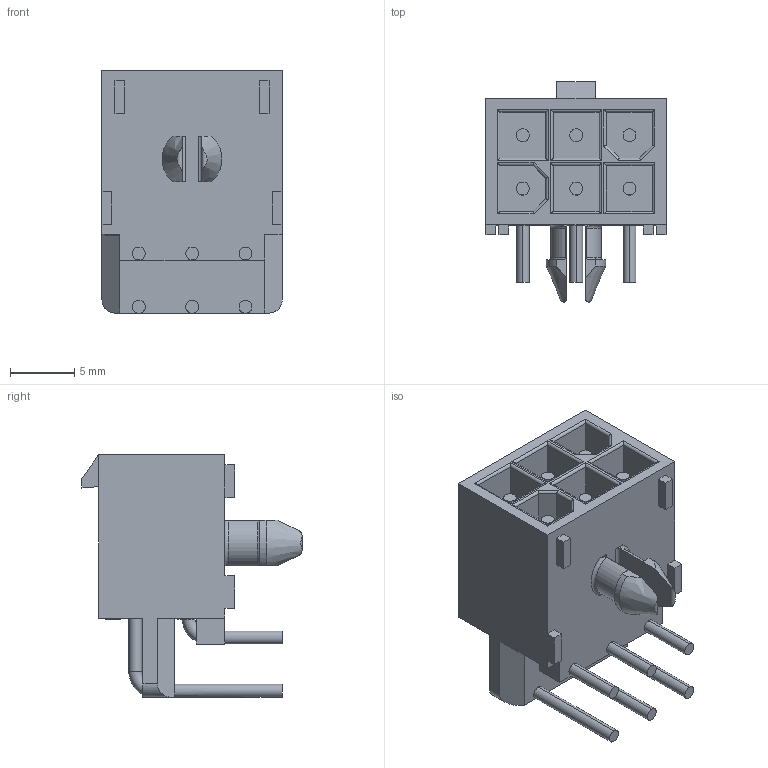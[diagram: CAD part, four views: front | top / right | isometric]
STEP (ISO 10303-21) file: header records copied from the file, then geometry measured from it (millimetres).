
FILE_DESCRIPTION((''),'2;1');
FILE_NAME('C-1-770969-1','2017-06-15T',('workeradm'),('Tyco Electronics Ltd.'),'CREO PARAMETRIC BY PTC INC, 2016050','CREO PARAMETRIC BY PTC INC, 2016050','');
FILE_SCHEMA(('AUTOMOTIVE_DESIGN { 1 0 10303 214 1 1 1 1 }'));
Length unit declared in the file: millimetre
Products named in the file (1): C-1-770969-1
Bounding box: 14 x 17.09 x 18.84 mm (x, y, z)
Volume: 1422.4 mm3; surface area: 2350.8 mm2
Topology: 1 solids, 1 shells, 206 faces, 515 edges, 333 vertices
Faces by surface type: plane 117, cylinder 68, torus 19, cone 2
Entity records: 6727 total; most frequent: CARTESIAN_POINT 1646, ORIENTED_EDGE 1030, DIRECTION 961, EDGE_CURVE 515, VECTOR 345, LINE 345, VERTEX_POINT 333, AXIS2_PLACEMENT_3D 308
